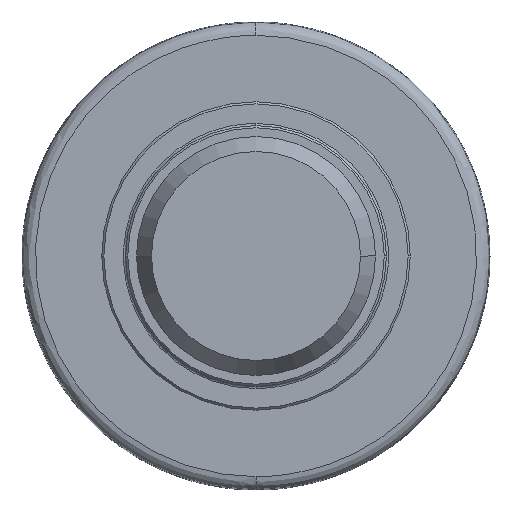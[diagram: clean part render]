
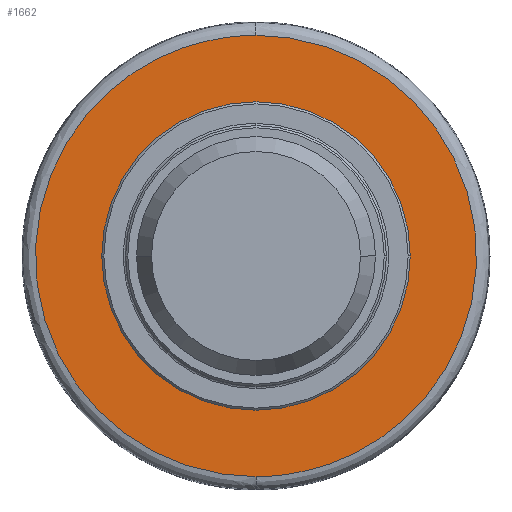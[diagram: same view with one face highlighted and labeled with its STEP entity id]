
A CAD part, left-side view. The second image highlights one B-rep face of the part: STEP entity #1662.
In plain terms, the highlighted planar face has unit normal (-1, 0, 0).
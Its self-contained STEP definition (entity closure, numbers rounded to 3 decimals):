
#623 = CARTESIAN_POINT ( 'NONE',  ( 29.4, 0., 0. ) ) ;
#625 = CARTESIAN_POINT ( 'NONE',  ( 29.4, 0., -50.772 ) ) ;
#626 = DIRECTION ( 'NONE',  ( 1., 0., 0. ) ) ;
#627 = DIRECTION ( 'NONE',  ( 0., 1., 0. ) ) ;
#629 = CARTESIAN_POINT ( 'NONE',  ( 29.4, 101.543, -50.772 ) ) ;
#630 = CARTESIAN_POINT ( 'NONE',  ( 29.4, 101.543, 50.772 ) ) ;
#631 = CARTESIAN_POINT ( 'NONE',  ( 29.4, 0., 50.772 ) ) ;
#1088 = CARTESIAN_POINT ( 'NONE',  ( 29.4, 46.615, 0. ) ) ;
#1092 = PLANE ( 'NONE',  #2239 ) ;
#1100 = DIRECTION ( 'NONE',  ( -1., 0., 0. ) ) ;
#1101 = DIRECTION ( 'NONE',  ( 0., 0., 1. ) ) ;
#1253 = CARTESIAN_POINT ( 'NONE',  ( 29.4, 35.25, 0. ) ) ;
#1264 = CARTESIAN_POINT ( 'NONE',  ( 29.4, -35.25, 0. ) ) ;
#1288 = CARTESIAN_POINT ( 'NONE',  ( 29.4, 0., -50.772 ) ) ;
#1291 = CARTESIAN_POINT ( 'NONE',  ( 29.4, 0., 50.772 ) ) ;
#1352 = CARTESIAN_POINT ( 'NONE',  ( 29.4, 0., 0. ) ) ;
#1486 = EDGE_CURVE ( 'NONE', #4043, #4032, #2004, .T. ) ;
#1487 = EDGE_CURVE ( 'NONE', #4067, #4070, #2135, .T. ) ;
#1582 = AXIS2_PLACEMENT_3D ( 'NONE', #623, #626, #627 ) ;
#1662 = ADVANCED_FACE ( 'NONE', ( #2510, #2508 ), #1092, .T. ) ;
#1751 = ORIENTED_EDGE ( 'NONE', *, *, #4726, .T. ) ;
#1752 = ORIENTED_EDGE ( 'NONE', *, *, #1486, .T. ) ;
#1753 = ORIENTED_EDGE ( 'NONE', *, *, #1487, .F. ) ;
#1754 = ORIENTED_EDGE ( 'NONE', *, *, #4764, .F. ) ;
#2004 = CIRCLE ( 'NONE', #1582, 35.25 ) ;
#2135 =( BOUNDED_CURVE ( )  B_SPLINE_CURVE ( 3, ( #625, #629, #630, #631 ),
 .UNSPECIFIED., .F., .F. ) 
 B_SPLINE_CURVE_WITH_KNOTS ( ( 4, 4 ),
 ( 0.75, 1.25 ),
 .UNSPECIFIED. ) 
 CURVE ( )  GEOMETRIC_REPRESENTATION_ITEM ( )  RATIONAL_B_SPLINE_CURVE ( ( 1., 0.333, 0.333, 1. ) ) 
 REPRESENTATION_ITEM ( '' )  );
#2144 =( BOUNDED_CURVE ( )  B_SPLINE_CURVE ( 3, ( #2993, #2998, #2999, #3000 ),
 .UNSPECIFIED., .F., .T. ) 
 B_SPLINE_CURVE_WITH_KNOTS ( ( 4, 4 ),
 ( 0.25, 0.75 ),
 .UNSPECIFIED. ) 
 CURVE ( )  GEOMETRIC_REPRESENTATION_ITEM ( )  RATIONAL_B_SPLINE_CURVE ( ( 1., 0.333, 0.333, 1. ) ) 
 REPRESENTATION_ITEM ( '' )  );
#2239 = AXIS2_PLACEMENT_3D ( 'NONE', #1088, #1100, #1101 ) ;
#2276 = AXIS2_PLACEMENT_3D ( 'NONE', #1352, #2778, #2779 ) ;
#2508 = FACE_OUTER_BOUND ( 'NONE', #4196, .T. ) ;
#2510 = FACE_BOUND ( 'NONE', #4284, .T. ) ;
#2587 = CIRCLE ( 'NONE', #2276, 35.25 ) ;
#2778 = DIRECTION ( 'NONE',  ( 1., 0., 0. ) ) ;
#2779 = DIRECTION ( 'NONE',  ( 0., 1., 0. ) ) ;
#2993 = CARTESIAN_POINT ( 'NONE',  ( 29.4, 0., 50.772 ) ) ;
#2998 = CARTESIAN_POINT ( 'NONE',  ( 29.4, -101.543, 50.772 ) ) ;
#2999 = CARTESIAN_POINT ( 'NONE',  ( 29.4, -101.543, -50.772 ) ) ;
#3000 = CARTESIAN_POINT ( 'NONE',  ( 29.4, 0., -50.772 ) ) ;
#4032 = VERTEX_POINT ( 'NONE', #1253 ) ;
#4043 = VERTEX_POINT ( 'NONE', #1264 ) ;
#4067 = VERTEX_POINT ( 'NONE', #1288 ) ;
#4070 = VERTEX_POINT ( 'NONE', #1291 ) ;
#4196 = EDGE_LOOP ( 'NONE', ( #1753, #1754 ) ) ;
#4284 = EDGE_LOOP ( 'NONE', ( #1751, #1752 ) ) ;
#4726 = EDGE_CURVE ( 'NONE', #4032, #4043, #2587, .T. ) ;
#4764 = EDGE_CURVE ( 'NONE', #4070, #4067, #2144, .T. ) ;
